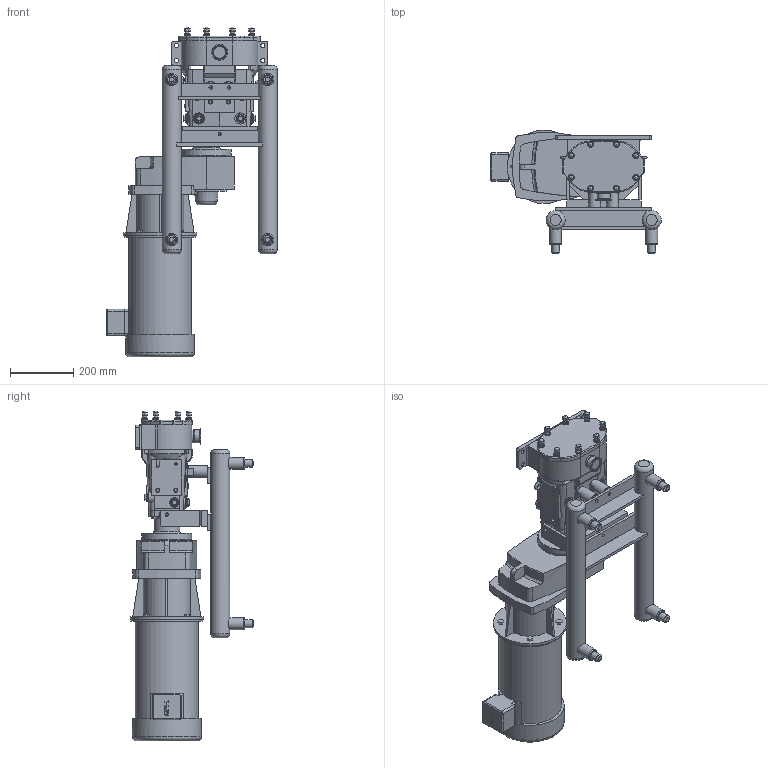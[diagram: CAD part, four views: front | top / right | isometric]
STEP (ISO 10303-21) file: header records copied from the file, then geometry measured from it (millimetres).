
FILE_DESCRIPTION(/* description */ (''),/* implementation_level */ '2;1');
FILE_NAME(/* name */ 'U3_034U3_184TC_(1.87 x 6.9)x2.0_S-Line_5HP_SIDE_SM.stp',/* time_stamp */ '2021-05-24T18:47:23+05:00',/* author */ ('trtmhr'),/* organization */ (''),/* preprocessor_version */ 'ST-DEVELOPER v18.1',/* originating_system */ 'Autodesk Inventor 2020',/* authorisation */ '');
FILE_SCHEMA (('AUTOMOTIVE_DESIGN { 1 0 10303 214 3 1 1 }'));
Length unit declared in the file: inch
Products named in the file (1): U3_034U3_184TC_(1.87 x 6.9)x2.0_S-Line_5HP_SIDE_SM
Bounding box: 540.63 x 392.6 x 1045.74 mm (x, y, z)
Volume: 36633190.8 mm3; surface area: 1545141 mm2
Topology: 6 solids, 6 shells, 1061 faces, 2893 edges, 1908 vertices
Faces by surface type: plane 550, cylinder 304, torus 68, cone 67, bspline 60, sphere 12
Full cylindrical faces by diameter (mm): 2.54 x2, 7.62 x3, 7.798 x1, 7.925 x1, 7.95 x4, 10.312 x3, 11.176 x2, 13.487 x4, 14.275 x8, 15.24 x1, 19.05 x8, 23.876 x3, 25.4 x9, 29.21 x2, 31.75 x3, 35.052 x6, 38.1 x7, 41.275 x2, 42.291 x1, 50.495 x1, 82.55 x1, 158.217 x1, 158.242 x1, 199.542 x1, 218.338 x1, 227.559 x1, 232.994 x1
Entity records: 35494 total; most frequent: CARTESIAN_POINT 8298, ORIENTED_EDGE 5752, DIRECTION 5673, EDGE_CURVE 2876, AXIS2_PLACEMENT_3D 2098, VERTEX_POINT 1908, LINE 1477, VECTOR 1477
